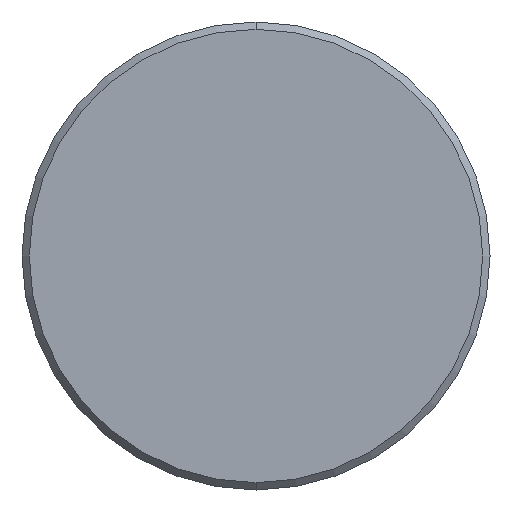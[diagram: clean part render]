
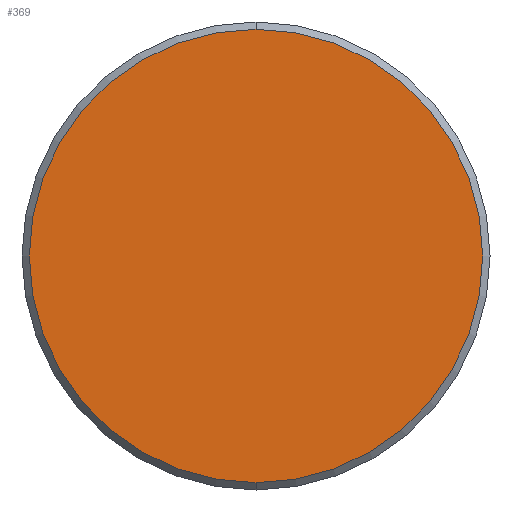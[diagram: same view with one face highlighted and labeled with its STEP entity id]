
A CAD part, front view. The second image highlights one B-rep face of the part: STEP entity #369.
In plain terms, the highlighted planar face has unit normal (0, -1, 0).
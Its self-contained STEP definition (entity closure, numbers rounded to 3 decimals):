
#29 = AXIS2_PLACEMENT_3D ( 'NONE', #79, #332, #257 ) ;
#34 = ORIENTED_EDGE ( 'NONE', *, *, #382, .T. ) ;
#79 = CARTESIAN_POINT ( 'NONE',  ( 0., 0., 0. ) ) ;
#133 = ORIENTED_EDGE ( 'NONE', *, *, #315, .T. ) ;
#175 = DIRECTION ( 'NONE',  ( 0., 0., 1. ) ) ;
#185 = VERTEX_POINT ( 'NONE', #321 ) ;
#188 = CIRCLE ( 'NONE', #225, 31. ) ;
#201 = CARTESIAN_POINT ( 'NONE',  ( 0., 0., 31. ) ) ;
#221 = VERTEX_POINT ( 'NONE', #201 ) ;
#225 = AXIS2_PLACEMENT_3D ( 'NONE', #355, #317, #351 ) ;
#239 = DIRECTION ( 'NONE',  ( 0., 1., 0. ) ) ;
#257 = DIRECTION ( 'NONE',  ( 0., 0., 1. ) ) ;
#284 = CIRCLE ( 'NONE', #29, 31. ) ;
#315 = EDGE_CURVE ( 'NONE', #185, #221, #188, .T. ) ;
#317 = DIRECTION ( 'NONE',  ( 0., -1., 0. ) ) ;
#321 = CARTESIAN_POINT ( 'NONE',  ( 0., 0., -31. ) ) ;
#329 = CARTESIAN_POINT ( 'NONE',  ( 0., 0., 0. ) ) ;
#332 = DIRECTION ( 'NONE',  ( 0., -1., 0. ) ) ;
#351 = DIRECTION ( 'NONE',  ( 0., 0., 1. ) ) ;
#354 = FACE_OUTER_BOUND ( 'NONE', #364, .T. ) ;
#355 = CARTESIAN_POINT ( 'NONE',  ( 0., 0., 0. ) ) ;
#364 = EDGE_LOOP ( 'NONE', ( #34, #133 ) ) ;
#369 = ADVANCED_FACE ( 'NONE', ( #354 ), #434, .F. ) ;
#382 = EDGE_CURVE ( 'NONE', #221, #185, #284, .T. ) ;
#418 = AXIS2_PLACEMENT_3D ( 'NONE', #329, #239, #175 ) ;
#434 = PLANE ( 'NONE',  #418 ) ;
